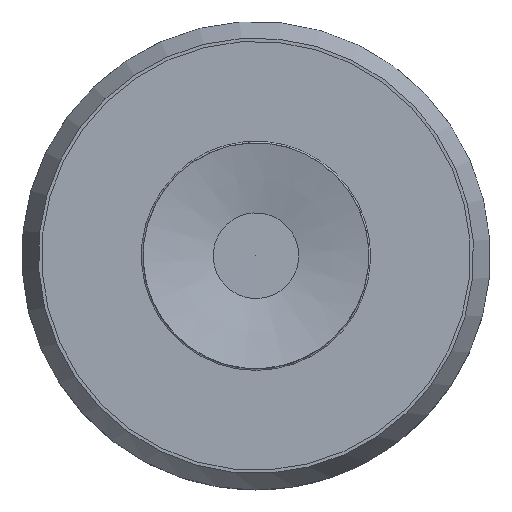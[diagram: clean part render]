
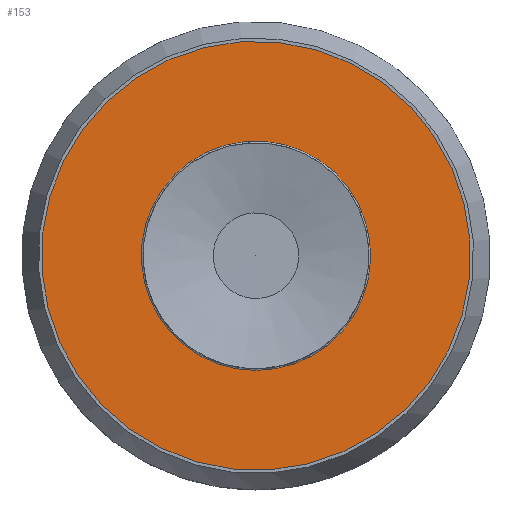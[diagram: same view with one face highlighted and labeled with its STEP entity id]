
A CAD part, front view. The second image highlights one B-rep face of the part: STEP entity #153.
In plain terms, the highlighted planar face has unit normal (0, -1, 0).
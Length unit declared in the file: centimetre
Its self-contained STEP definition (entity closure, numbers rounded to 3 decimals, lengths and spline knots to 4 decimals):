
#92=CARTESIAN_POINT('',(5.9977,10.2624,3.208));
#93=VERTEX_POINT('',#92);
#105=CARTESIAN_POINT('',(3.2146,10.2624,5.8067));
#106=VERTEX_POINT('',#105);
#107=CARTESIAN_POINT('',(5.9977,10.2624,5.9977));
#108=DIRECTION('',(0.,1.,0.));
#109=DIRECTION('',(1.,-0.,0.));
#110=AXIS2_PLACEMENT_3D('',#107,#108,#109);
#111=CIRCLE('',#110,2.7897);
#112=EDGE_CURVE('',#106,#93,#111,.T.);
#114=CARTESIAN_POINT('',(5.9977,10.2624,5.9977));
#115=DIRECTION('',(0.,1.,0.));
#116=DIRECTION('',(1.,-0.,0.));
#117=AXIS2_PLACEMENT_3D('',#114,#115,#116);
#118=CIRCLE('',#117,2.7897);
#119=EDGE_CURVE('',#93,#106,#118,.T.);
#124=CARTESIAN_POINT('',(0.4112,10.2624,5.6142));
#125=DIRECTION('',(0.,-1.,0.));
#126=DIRECTION('',(0.,0.,-1.));
#127=AXIS2_PLACEMENT_3D('',#124,#125,#126);
#128=PLANE('',#127);
#129=ORIENTED_EDGE('',*,*,#112,.T.);
#130=ORIENTED_EDGE('',*,*,#119,.T.);
#131=EDGE_LOOP('',(#129,#130));
#132=FACE_BOUND('',#131,.T.);
#133=CARTESIAN_POINT('',(5.9977,10.2624,0.398));
#134=VERTEX_POINT('',#133);
#135=CARTESIAN_POINT('',(0.4112,10.2624,5.6142));
#136=VERTEX_POINT('',#135);
#137=CARTESIAN_POINT('',(5.9977,10.2624,5.9977));
#138=DIRECTION('',(0.,1.,0.));
#139=DIRECTION('',(1.,-0.,0.));
#140=AXIS2_PLACEMENT_3D('',#137,#138,#139);
#141=CIRCLE('',#140,5.5997);
#142=EDGE_CURVE('',#134,#136,#141,.T.);
#143=ORIENTED_EDGE('',*,*,#142,.F.);
#144=CARTESIAN_POINT('',(5.9977,10.2624,5.9977));
#145=DIRECTION('',(0.,1.,0.));
#146=DIRECTION('',(1.,-0.,0.));
#147=AXIS2_PLACEMENT_3D('',#144,#145,#146);
#148=CIRCLE('',#147,5.5997);
#149=EDGE_CURVE('',#136,#134,#148,.T.);
#150=ORIENTED_EDGE('',*,*,#149,.F.);
#151=EDGE_LOOP('',(#143,#150));
#152=FACE_BOUND('',#151,.T.);
#153=ADVANCED_FACE('',(#132,#152),#128,.T.);
